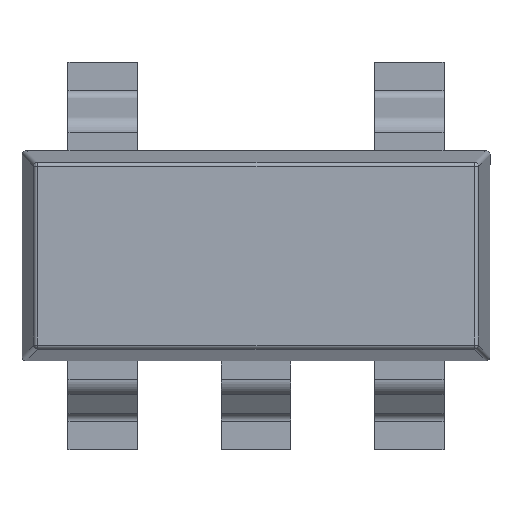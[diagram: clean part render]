
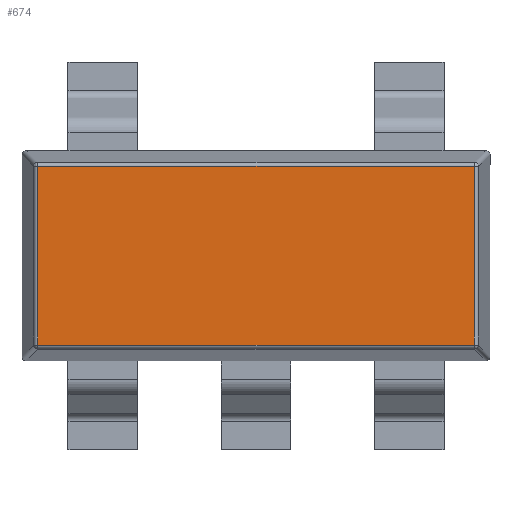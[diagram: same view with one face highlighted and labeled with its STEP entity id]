
A CAD part, top view. The second image highlights one B-rep face of the part: STEP entity #674.
In plain terms, the highlighted planar face has unit normal (0, 0, 1).
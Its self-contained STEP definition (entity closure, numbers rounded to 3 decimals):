
#182 = VERTEX_POINT ( 'NONE', #1680 ) ;
#233 = VERTEX_POINT ( 'NONE', #2870 ) ;
#482 = CARTESIAN_POINT ( 'NONE',  ( -1.353, 0., 1. ) ) ;
#528 = ORIENTED_EDGE ( 'NONE', *, *, #1071, .T. ) ;
#674 = ADVANCED_FACE ( 'NONE', ( #2930 ), #3326, .T. ) ;
#710 = VECTOR ( 'NONE', #1533, 1000. ) ;
#717 = LINE ( 'NONE', #1508, #1936 ) ;
#742 = DIRECTION ( 'NONE',  ( 0., -1., 0. ) ) ;
#792 = VECTOR ( 'NONE', #2554, 1000. ) ;
#848 = CARTESIAN_POINT ( 'NONE',  ( 1.353, -0.553, 1. ) ) ;
#992 = AXIS2_PLACEMENT_3D ( 'NONE', #1143, #2939, #1399 ) ;
#996 = DIRECTION ( 'NONE',  ( 0., 1., 0. ) ) ;
#1071 = EDGE_CURVE ( 'NONE', #2370, #233, #1479, .T. ) ;
#1137 = EDGE_CURVE ( 'NONE', #182, #1503, #2765, .T. ) ;
#1143 = CARTESIAN_POINT ( 'NONE',  ( 0., 0., 1. ) ) ;
#1264 = CARTESIAN_POINT ( 'NONE',  ( 0., 0.553, 1. ) ) ;
#1399 = DIRECTION ( 'NONE',  ( 1., 0., 0. ) ) ;
#1479 = LINE ( 'NONE', #1264, #792 ) ;
#1503 = VERTEX_POINT ( 'NONE', #848 ) ;
#1508 = CARTESIAN_POINT ( 'NONE',  ( 1.353, 0., 1. ) ) ;
#1533 = DIRECTION ( 'NONE',  ( 1., 0., 0. ) ) ;
#1680 = CARTESIAN_POINT ( 'NONE',  ( -1.353, -0.553, 1. ) ) ;
#1936 = VECTOR ( 'NONE', #996, 1000. ) ;
#2133 = ORIENTED_EDGE ( 'NONE', *, *, #1137, .T. ) ;
#2304 = CARTESIAN_POINT ( 'NONE',  ( 0., -0.553, 1. ) ) ;
#2343 = EDGE_CURVE ( 'NONE', #233, #182, #2687, .T. ) ;
#2355 = EDGE_CURVE ( 'NONE', #1503, #2370, #717, .T. ) ;
#2370 = VERTEX_POINT ( 'NONE', #3069 ) ;
#2396 = ORIENTED_EDGE ( 'NONE', *, *, #2343, .T. ) ;
#2473 = ORIENTED_EDGE ( 'NONE', *, *, #2355, .T. ) ;
#2554 = DIRECTION ( 'NONE',  ( -1., 0., 0. ) ) ;
#2687 = LINE ( 'NONE', #482, #3307 ) ;
#2765 = LINE ( 'NONE', #2304, #710 ) ;
#2870 = CARTESIAN_POINT ( 'NONE',  ( -1.353, 0.553, 1. ) ) ;
#2930 = FACE_OUTER_BOUND ( 'NONE', #2947, .T. ) ;
#2939 = DIRECTION ( 'NONE',  ( 0., 0., 1. ) ) ;
#2947 = EDGE_LOOP ( 'NONE', ( #528, #2396, #2133, #2473 ) ) ;
#3069 = CARTESIAN_POINT ( 'NONE',  ( 1.353, 0.553, 1. ) ) ;
#3307 = VECTOR ( 'NONE', #742, 1000. ) ;
#3326 = PLANE ( 'NONE',  #992 ) ;
